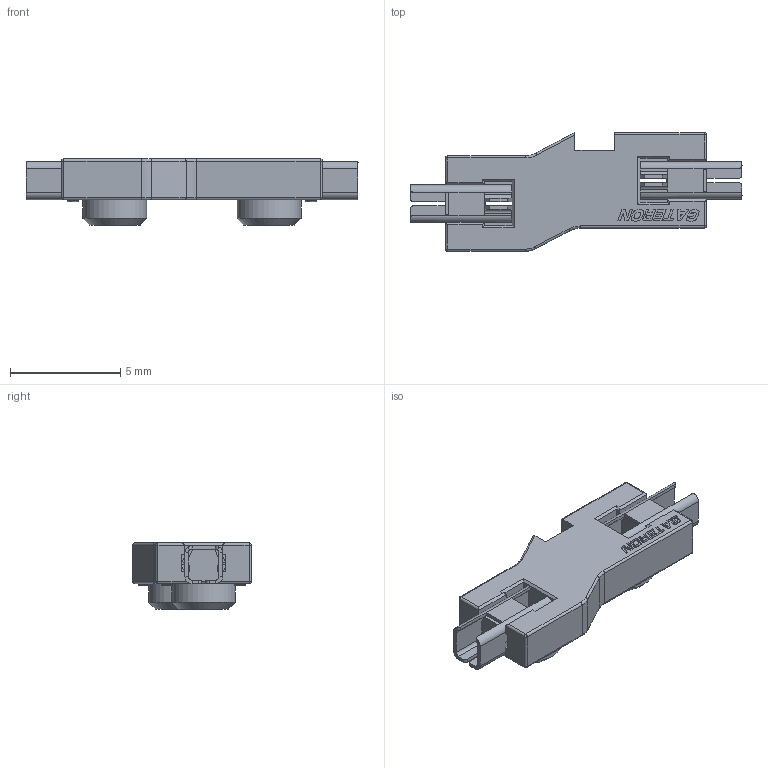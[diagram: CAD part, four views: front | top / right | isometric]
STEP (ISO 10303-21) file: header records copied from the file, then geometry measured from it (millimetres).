
FILE_DESCRIPTION(/* description */ (''),/* implementation_level */ '2;1');
FILE_NAME(/* name */ 'Gateron_ks33_hotswap_socket.step',/* time_stamp */ '2023-09-26T09:53:49+07:00',/* author */ (''),/* organization */ (''),/* preprocessor_version */ 'ST-DEVELOPER v20',/* originating_system */ 'Autodesk Translation Framework v12.14.0.127',/* authorisation */ '');
FILE_SCHEMA (('AUTOMOTIVE_DESIGN { 1 0 10303 214 3 1 1 }'));
Length unit declared in the file: millimetre
Products named in the file (1): Gateron_ks33_hotswap_socket
Bounding box: 15.07 x 5.39 x 3 mm (x, y, z)
Volume: 96.2 mm3; surface area: 338.6 mm2
Topology: 3 solids, 3 shells, 535 faces, 1256 edges, 742 vertices
Faces by surface type: plane 370, cylinder 100, bspline 43, torus 10, sphere 8, cone 4
Full cylindrical faces by diameter (mm): 0.5 x4, 2.9 x2
Entity records: 15155 total; most frequent: CARTESIAN_POINT 3089, ORIENTED_EDGE 2512, DIRECTION 2412, EDGE_CURVE 1256, LINE 942, VECTOR 942, VERTEX_POINT 742, AXIS2_PLACEMENT_3D 735
